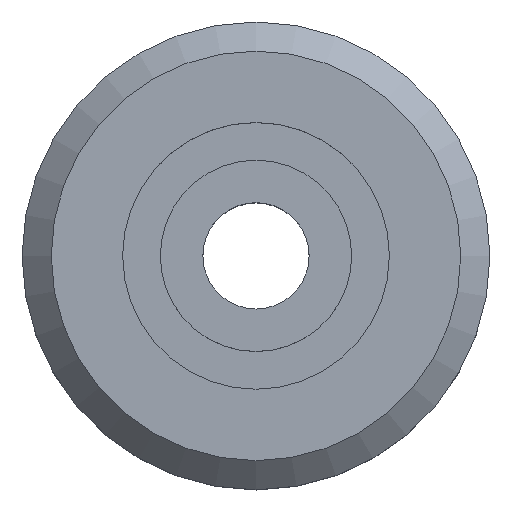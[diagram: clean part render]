
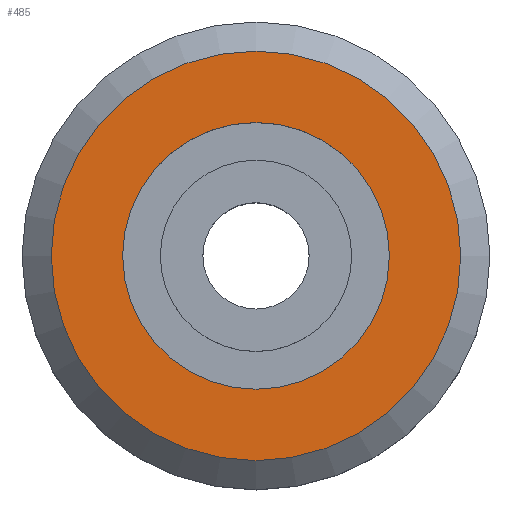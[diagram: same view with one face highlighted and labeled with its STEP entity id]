
A CAD part, top view. The second image highlights one B-rep face of the part: STEP entity #485.
In plain terms, the highlighted planar face has unit normal (0, 0, 1).
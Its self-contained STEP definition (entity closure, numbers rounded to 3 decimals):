
#396 = CONICAL_SURFACE('',#397,9.629,0.832);
#397 = AXIS2_PLACEMENT_3D('',#398,#399,#400);
#398 = CARTESIAN_POINT('',(0.,0.,3.5));
#399 = DIRECTION('',(-0.,0.,-1.));
#400 = DIRECTION('',(1.,0.,0.));
#434 = EDGE_CURVE('',#435,#435,#437,.T.);
#435 = VERTEX_POINT('',#436);
#436 = CARTESIAN_POINT('',(9.629,0.,3.5));
#437 = SURFACE_CURVE('',#438,(#443,#450),.PCURVE_S1.);
#438 = CIRCLE('',#439,9.629);
#439 = AXIS2_PLACEMENT_3D('',#440,#441,#442);
#440 = CARTESIAN_POINT('',(0.,0.,3.5));
#441 = DIRECTION('',(0.,0.,-1.));
#442 = DIRECTION('',(1.,0.,0.));
#443 = PCURVE('',#396,#444);
#444 = DEFINITIONAL_REPRESENTATION('',(#445),#449);
#445 = LINE('',#446,#447);
#446 = CARTESIAN_POINT('',(0.,0.));
#447 = VECTOR('',#448,1.);
#448 = DIRECTION('',(1.,0.));
#449 = ( GEOMETRIC_REPRESENTATION_CONTEXT(2) 
PARAMETRIC_REPRESENTATION_CONTEXT() REPRESENTATION_CONTEXT('2D SPACE',''
  ) );
#450 = PCURVE('',#451,#456);
#451 = PLANE('',#452);
#452 = AXIS2_PLACEMENT_3D('',#453,#454,#455);
#453 = CARTESIAN_POINT('',(0.,0.,3.5));
#454 = DIRECTION('',(-0.,0.,-1.));
#455 = DIRECTION('',(1.,0.,0.));
#456 = DEFINITIONAL_REPRESENTATION('',(#457),#461);
#457 = CIRCLE('',#458,9.629);
#458 = AXIS2_PLACEMENT_2D('',#459,#460);
#459 = CARTESIAN_POINT('',(0.,0.));
#460 = DIRECTION('',(1.,0.));
#461 = ( GEOMETRIC_REPRESENTATION_CONTEXT(2) 
PARAMETRIC_REPRESENTATION_CONTEXT() REPRESENTATION_CONTEXT('2D SPACE',''
  ) );
#485 = ADVANCED_FACE('',(#486,#517),#451,.F.);
#486 = FACE_BOUND('',#487,.T.);
#487 = EDGE_LOOP('',(#488));
#488 = ORIENTED_EDGE('',*,*,#489,.T.);
#489 = EDGE_CURVE('',#490,#490,#492,.T.);
#490 = VERTEX_POINT('',#491);
#491 = CARTESIAN_POINT('',(6.272,0.,3.5));
#492 = SURFACE_CURVE('',#493,(#498,#505),.PCURVE_S1.);
#493 = CIRCLE('',#494,6.272);
#494 = AXIS2_PLACEMENT_3D('',#495,#496,#497);
#495 = CARTESIAN_POINT('',(0.,0.,3.5));
#496 = DIRECTION('',(0.,0.,-1.));
#497 = DIRECTION('',(1.,0.,0.));
#498 = PCURVE('',#451,#499);
#499 = DEFINITIONAL_REPRESENTATION('',(#500),#504);
#500 = CIRCLE('',#501,6.272);
#501 = AXIS2_PLACEMENT_2D('',#502,#503);
#502 = CARTESIAN_POINT('',(0.,0.));
#503 = DIRECTION('',(1.,-0.));
#504 = ( GEOMETRIC_REPRESENTATION_CONTEXT(2) 
PARAMETRIC_REPRESENTATION_CONTEXT() REPRESENTATION_CONTEXT('2D SPACE',''
  ) );
#505 = PCURVE('',#506,#511);
#506 = CYLINDRICAL_SURFACE('',#507,6.272);
#507 = AXIS2_PLACEMENT_3D('',#508,#509,#510);
#508 = CARTESIAN_POINT('',(0.,0.,1.75));
#509 = DIRECTION('',(0.,0.,1.));
#510 = DIRECTION('',(1.,0.,0.));
#511 = DEFINITIONAL_REPRESENTATION('',(#512),#516);
#512 = LINE('',#513,#514);
#513 = CARTESIAN_POINT('',(-0.,1.75));
#514 = VECTOR('',#515,1.);
#515 = DIRECTION('',(-1.,0.));
#516 = ( GEOMETRIC_REPRESENTATION_CONTEXT(2) 
PARAMETRIC_REPRESENTATION_CONTEXT() REPRESENTATION_CONTEXT('2D SPACE',''
  ) );
#517 = FACE_BOUND('',#518,.T.);
#518 = EDGE_LOOP('',(#519));
#519 = ORIENTED_EDGE('',*,*,#434,.F.);
